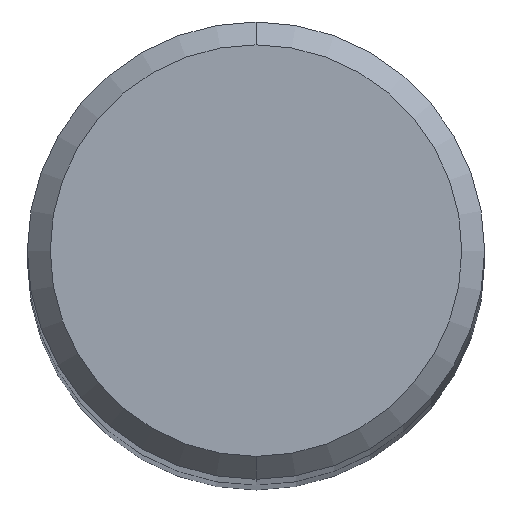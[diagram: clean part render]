
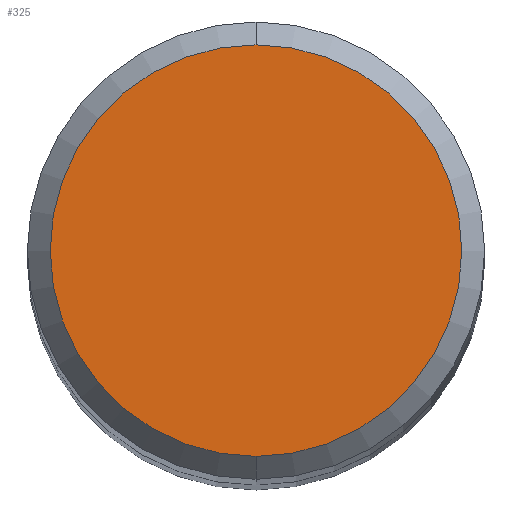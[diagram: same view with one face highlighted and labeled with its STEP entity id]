
A CAD part, top view. The second image highlights one B-rep face of the part: STEP entity #325.
In plain terms, the highlighted planar face has unit normal (0, 0, 1).
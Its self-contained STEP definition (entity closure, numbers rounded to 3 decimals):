
#217=VERTEX_POINT('',#498);
#259=EDGE_CURVE('',#383,#217,#546,.T.);
#325=ADVANCED_FACE('',(#621),#622,.T.);
#361=EDGE_CURVE('',#217,#383,#659,.T.);
#383=VERTEX_POINT('',#683);
#498=CARTESIAN_POINT('',(0.0,4.5,0.0));
#546=CIRCLE('',#922,4.5);
#621=FACE_OUTER_BOUND('',#1050,.T.);
#622=PLANE('',#1051);
#659=CIRCLE('',#1165,4.5);
#683=CARTESIAN_POINT('',(0.,-4.5,0.0));
#922=AXIS2_PLACEMENT_3D('',#1488,#1489,#1490);
#1050=EDGE_LOOP('',(#1587,#1588));
#1051=AXIS2_PLACEMENT_3D('',#1589,#1590,#1591);
#1165=AXIS2_PLACEMENT_3D('',#1608,#1609,#1610);
#1488=CARTESIAN_POINT('',(0.0,0.0,0.0));
#1489=DIRECTION('',(0.0,0.0,-1.0));
#1490=DIRECTION('',(0.0,1.0,0.0));
#1587=ORIENTED_EDGE('',*,*,#361,.F.);
#1588=ORIENTED_EDGE('',*,*,#259,.F.);
#1589=CARTESIAN_POINT('',(0.0,2.25,0.0));
#1590=DIRECTION('',(-0.0,0.0,1.0));
#1591=DIRECTION('',(0.0,-1.0,0.0));
#1608=CARTESIAN_POINT('',(0.0,0.0,0.0));
#1609=DIRECTION('',(0.0,0.0,-1.0));
#1610=DIRECTION('',(0.0,1.0,0.0));
